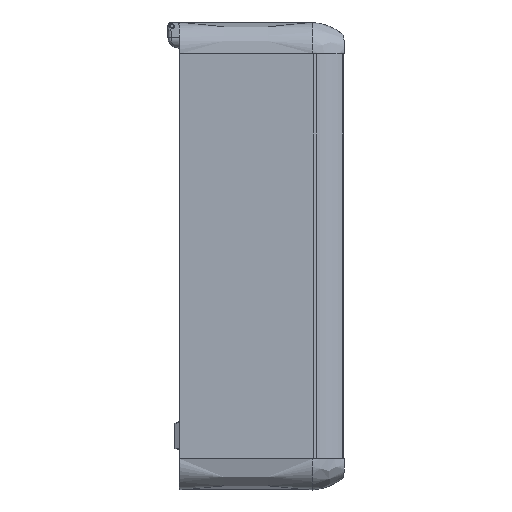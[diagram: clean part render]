
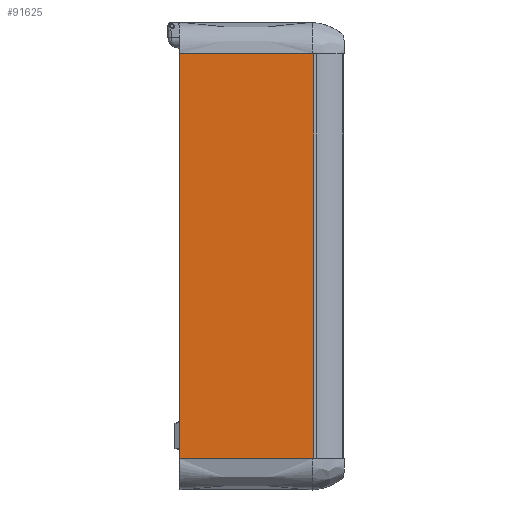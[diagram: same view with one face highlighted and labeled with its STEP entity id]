
A CAD part, front view. The second image highlights one B-rep face of the part: STEP entity #91625.
In plain terms, the highlighted planar face has unit normal (0, -1, 0).
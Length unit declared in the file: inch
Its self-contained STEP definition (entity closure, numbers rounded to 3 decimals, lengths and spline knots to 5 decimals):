
#1516 = VERTEX_POINT ( 'NONE', #104620 ) ;
#3470 = VECTOR ( 'NONE', #48219, 39.37008 ) ;
#4985 = LINE ( 'NONE', #49336, #3470 ) ;
#5353 = CARTESIAN_POINT ( 'NONE',  ( 0.86921, -16.91201, 23.17841 ) ) ;
#6654 = EDGE_CURVE ( 'NONE', #87555, #68592, #13756, .T. ) ;
#9895 = DIRECTION ( 'NONE',  ( 1., 0., 0. ) ) ;
#11976 = CARTESIAN_POINT ( 'NONE',  ( 0.86921, -16.91201, 7.76036 ) ) ;
#13756 = LINE ( 'NONE', #99172, #74592 ) ;
#14353 = LINE ( 'NONE', #40186, #77365 ) ;
#15678 = CARTESIAN_POINT ( 'NONE',  ( -4.1975, -16.91201, 7.77559 ) ) ;
#20232 = VECTOR ( 'NONE', #46741, 39.37008 ) ;
#26882 = EDGE_CURVE ( 'NONE', #1516, #71406, #103743, .T. ) ;
#28456 = CARTESIAN_POINT ( 'NONE',  ( -4.19853, -16.91201, 23.32677 ) ) ;
#28764 = LINE ( 'NONE', #52959, #20232 ) ;
#28939 = ORIENTED_EDGE ( 'NONE', *, *, #74587, .T. ) ;
#29486 = DIRECTION ( 'NONE',  ( 0., -1., 0. ) ) ;
#30035 = DIRECTION ( 'NONE',  ( 1., 0., 0. ) ) ;
#37181 = VECTOR ( 'NONE', #9895, 39.37008 ) ;
#37505 = ORIENTED_EDGE ( 'NONE', *, *, #94530, .T. ) ;
#40186 = CARTESIAN_POINT ( 'NONE',  ( -4.19853, -16.91201, 11.51575 ) ) ;
#45873 = DIRECTION ( 'NONE',  ( 1., 0., 0. ) ) ;
#46741 = DIRECTION ( 'NONE',  ( -1., 0., 0. ) ) ;
#47123 = ORIENTED_EDGE ( 'NONE', *, *, #69516, .T. ) ;
#48219 = DIRECTION ( 'NONE',  ( 0., 0., 1. ) ) ;
#49336 = CARTESIAN_POINT ( 'NONE',  ( -4.1975, -16.91201, 6.75486 ) ) ;
#51403 = VERTEX_POINT ( 'NONE', #5353 ) ;
#52959 = CARTESIAN_POINT ( 'NONE',  ( 1.94475, -16.91201, 23.32677 ) ) ;
#53409 = VERTEX_POINT ( 'NONE', #63107 ) ;
#54759 = PLANE ( 'NONE',  #58931 ) ;
#55053 = ORIENTED_EDGE ( 'NONE', *, *, #86484, .T. ) ;
#55612 = EDGE_CURVE ( 'NONE', #58794, #51403, #72090, .T. ) ;
#55897 = CARTESIAN_POINT ( 'NONE',  ( 20.73488, -16.91201, 7.76036 ) ) ;
#56575 = VECTOR ( 'NONE', #81085, 39.37008 ) ;
#58794 = VERTEX_POINT ( 'NONE', #79232 ) ;
#58931 = AXIS2_PLACEMENT_3D ( 'NONE', #55897, #29486, #30035 ) ;
#59297 = EDGE_LOOP ( 'NONE', ( #66421, #62834, #55053, #65744, #28939, #97964, #47123, #37505 ) ) ;
#62753 = CARTESIAN_POINT ( 'NONE',  ( 20.73488, -16.91201, 7.92396 ) ) ;
#62834 = ORIENTED_EDGE ( 'NONE', *, *, #81071, .T. ) ;
#63107 = CARTESIAN_POINT ( 'NONE',  ( -4.1975, -16.91201, 7.92396 ) ) ;
#63205 = FACE_OUTER_BOUND ( 'NONE', #59297, .T. ) ;
#65744 = ORIENTED_EDGE ( 'NONE', *, *, #55612, .T. ) ;
#66421 = ORIENTED_EDGE ( 'NONE', *, *, #26882, .T. ) ;
#68543 = DIRECTION ( 'NONE',  ( -1., 0., 0. ) ) ;
#68592 = VERTEX_POINT ( 'NONE', #105612 ) ;
#69516 = EDGE_CURVE ( 'NONE', #68592, #101033, #28764, .T. ) ;
#71406 = VERTEX_POINT ( 'NONE', #15678 ) ;
#72090 = LINE ( 'NONE', #11976, #56575 ) ;
#74331 = VECTOR ( 'NONE', #68543, 39.37008 ) ;
#74587 = EDGE_CURVE ( 'NONE', #51403, #87555, #93845, .T. ) ;
#74592 = VECTOR ( 'NONE', #108725, 39.37008 ) ;
#75304 = CARTESIAN_POINT ( 'NONE',  ( 20.73488, -16.91201, 23.17841 ) ) ;
#77365 = VECTOR ( 'NONE', #108767, 39.37008 ) ;
#79232 = CARTESIAN_POINT ( 'NONE',  ( 0.86921, -16.91201, 7.92396 ) ) ;
#79526 = CARTESIAN_POINT ( 'NONE',  ( 20.73488, -16.91201, 7.77559 ) ) ;
#81071 = EDGE_CURVE ( 'NONE', #71406, #53409, #4985, .T. ) ;
#81085 = DIRECTION ( 'NONE',  ( 0., 0., 1. ) ) ;
#81272 = LINE ( 'NONE', #62753, #88855 ) ;
#86484 = EDGE_CURVE ( 'NONE', #53409, #58794, #81272, .T. ) ;
#87555 = VERTEX_POINT ( 'NONE', #91943 ) ;
#88855 = VECTOR ( 'NONE', #45873, 39.37008 ) ;
#91625 = ADVANCED_FACE ( 'NONE', ( #63205 ), #54759, .T. ) ;
#91943 = CARTESIAN_POINT ( 'NONE',  ( -4.1975, -16.91201, 23.17841 ) ) ;
#93845 = LINE ( 'NONE', #75304, #74331 ) ;
#94530 = EDGE_CURVE ( 'NONE', #101033, #1516, #14353, .T. ) ;
#97964 = ORIENTED_EDGE ( 'NONE', *, *, #6654, .T. ) ;
#99172 = CARTESIAN_POINT ( 'NONE',  ( -4.1975, -16.91201, 24.3475 ) ) ;
#101033 = VERTEX_POINT ( 'NONE', #28456 ) ;
#103743 = LINE ( 'NONE', #79526, #37181 ) ;
#104620 = CARTESIAN_POINT ( 'NONE',  ( -4.19853, -16.91201, 7.77559 ) ) ;
#105612 = CARTESIAN_POINT ( 'NONE',  ( -4.1975, -16.91201, 23.32677 ) ) ;
#108725 = DIRECTION ( 'NONE',  ( 0., 0., 1. ) ) ;
#108767 = DIRECTION ( 'NONE',  ( 0., 0., -1. ) ) ;
